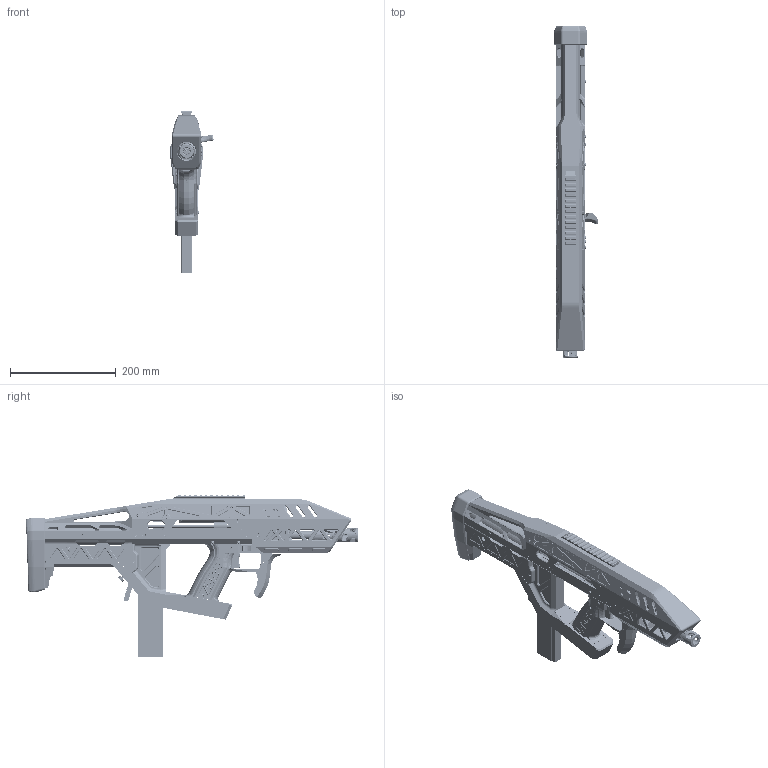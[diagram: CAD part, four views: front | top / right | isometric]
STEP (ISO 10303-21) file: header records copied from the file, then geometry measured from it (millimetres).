
FILE_DESCRIPTION(('FreeCAD Model'),'2;1');
FILE_NAME('Open CASCADE Shape Model','2025-05-02T18:07:31',('FreeCAD'),( 'FreeCAD'),'Open CASCADE STEP processor 7.6','FreeCAD','Unknown');
FILE_SCHEMA(('AUTOMOTIVE_DESIGN { 1 0 10303 214 1 1 1 1 }'));
Products named in the file (1): Open CASCADE STEP translator 7.6 1
Bounding box: 82.45 x 627.29 x 306.53 mm (x, y, z)
Volume: 2035719.5 mm3; surface area: 983379.7 mm2
Topology: 187 solids, 190 shells, 8098 faces, 21649 edges, 14039 vertices
Faces by surface type: plane 4432, cylinder 1863, cone 803, bspline 795, torus 151, sphere 36, revolution 18
Full cylindrical faces by diameter (mm): 1 x16, 1.2 x8, 1.5 x5, 1.6 x6, 1.7 x2, 1.8 x5, 2 x12, 2.15 x4, 2.2 x3, 2.3 x1, 2.4 x4, 2.459 x6, 2.5 x2, 2.6 x6, 2.7 x59, 2.8 x10, 2.87 x2, 3 x104, 3.18 x4, 3.2 x3, 3.242 x1, 3.302 x1, 3.4 x5, 3.5 x68, 3.55 x4, 3.6 x7, 3.7 x2, 4 x8, 4.166 x1, 4.2 x1
Entity records: 269344 total; most frequent: CARTESIAN_POINT 72743, ORIENTED_EDGE 43018, DIRECTION 37727, EDGE_CURVE 21509, VERTEX_POINT 14039, AXIS2_PLACEMENT_3D 13054, LINE 11601, VECTOR 11601
